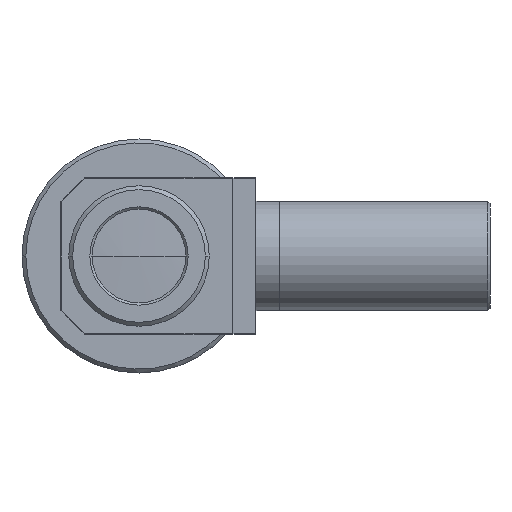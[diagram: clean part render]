
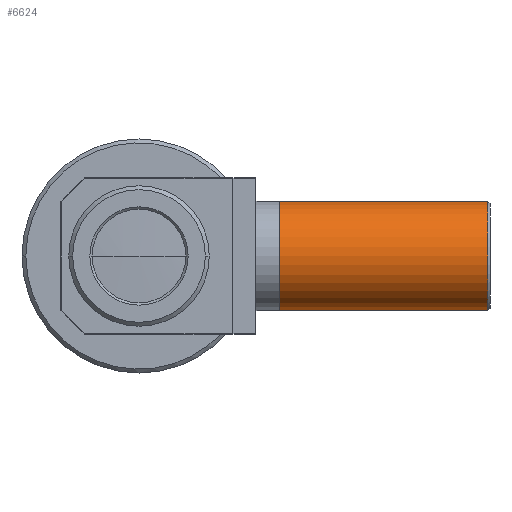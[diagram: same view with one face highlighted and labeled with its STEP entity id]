
A CAD part, left-side view. The second image highlights one B-rep face of the part: STEP entity #6624.
In plain terms, the highlighted cylindrical face has radius 7 mm (diameter 14 mm), a partial arc.
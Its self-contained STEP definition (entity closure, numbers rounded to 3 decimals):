
#27 = ORIENTED_EDGE ( 'NONE', *, *, #1257, .T. ) ;
#359 = EDGE_CURVE ( 'NONE', #4195, #7415, #3599, .T. ) ;
#437 = EDGE_LOOP ( 'NONE', ( #1253, #27, #1299, #3896 ) ) ;
#484 = VERTEX_POINT ( 'NONE', #6545 ) ;
#569 = CARTESIAN_POINT ( 'NONE',  ( -22., -45., 7. ) ) ;
#647 = DIRECTION ( 'NONE',  ( 0., 1., 0. ) ) ;
#1174 = DIRECTION ( 'NONE',  ( 0., 0., 1. ) ) ;
#1253 = ORIENTED_EDGE ( 'NONE', *, *, #4189, .F. ) ;
#1257 = EDGE_CURVE ( 'NONE', #484, #4195, #4541, .T. ) ;
#1299 = ORIENTED_EDGE ( 'NONE', *, *, #359, .T. ) ;
#1474 = CARTESIAN_POINT ( 'NONE',  ( -22., -45., 0. ) ) ;
#1543 = CARTESIAN_POINT ( 'NONE',  ( -22., -18., -7. ) ) ;
#1589 = DIRECTION ( 'NONE',  ( 0., 0., -1. ) ) ;
#1649 = DIRECTION ( 'NONE',  ( 0., -1., 0. ) ) ;
#1690 = DIRECTION ( 'NONE',  ( 0., 1., 0. ) ) ;
#1707 = VERTEX_POINT ( 'NONE', #1543 ) ;
#1766 = CARTESIAN_POINT ( 'NONE',  ( -22., -44.7, 0. ) ) ;
#2193 = CARTESIAN_POINT ( 'NONE',  ( -22., -18., 0. ) ) ;
#2347 = CIRCLE ( 'NONE', #6327, 7. ) ;
#2606 = CYLINDRICAL_SURFACE ( 'NONE', #3805, 7. ) ;
#2642 = LINE ( 'NONE', #6786, #6917 ) ;
#3271 = CARTESIAN_POINT ( 'NONE',  ( -22., -18., 7. ) ) ;
#3599 = LINE ( 'NONE', #569, #3878 ) ;
#3805 = AXIS2_PLACEMENT_3D ( 'NONE', #1474, #6270, #1174 ) ;
#3878 = VECTOR ( 'NONE', #647, 1000. ) ;
#3896 = ORIENTED_EDGE ( 'NONE', *, *, #6603, .T. ) ;
#4189 = EDGE_CURVE ( 'NONE', #484, #1707, #2642, .T. ) ;
#4195 = VERTEX_POINT ( 'NONE', #6902 ) ;
#4541 = CIRCLE ( 'NONE', #5600, 7. ) ;
#4627 = DIRECTION ( 'NONE',  ( 0., 0., -1. ) ) ;
#5600 = AXIS2_PLACEMENT_3D ( 'NONE', #1766, #1690, #1589 ) ;
#6243 = FACE_OUTER_BOUND ( 'NONE', #437, .T. ) ;
#6270 = DIRECTION ( 'NONE',  ( 0., 1., 0. ) ) ;
#6327 = AXIS2_PLACEMENT_3D ( 'NONE', #2193, #1649, #4627 ) ;
#6545 = CARTESIAN_POINT ( 'NONE',  ( -22., -44.7, -7. ) ) ;
#6603 = EDGE_CURVE ( 'NONE', #7415, #1707, #2347, .T. ) ;
#6624 = ADVANCED_FACE ( 'NONE', ( #6243 ), #2606, .T. ) ;
#6638 = DIRECTION ( 'NONE',  ( 0., 1., 0. ) ) ;
#6786 = CARTESIAN_POINT ( 'NONE',  ( -22., -45., -7. ) ) ;
#6902 = CARTESIAN_POINT ( 'NONE',  ( -22., -44.7, 7. ) ) ;
#6917 = VECTOR ( 'NONE', #6638, 1000. ) ;
#7415 = VERTEX_POINT ( 'NONE', #3271 ) ;
